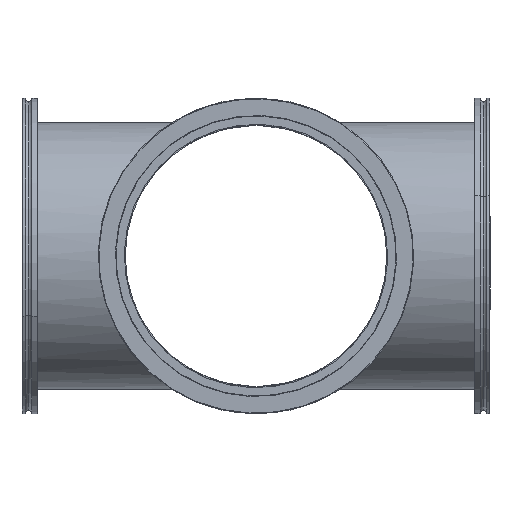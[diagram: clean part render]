
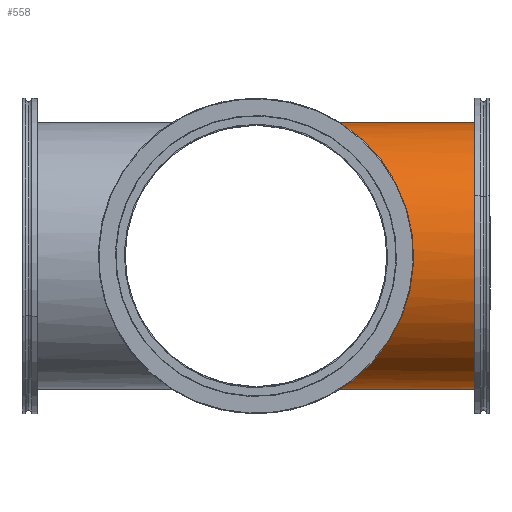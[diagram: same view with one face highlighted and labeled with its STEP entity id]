
A CAD part, front view. The second image highlights one B-rep face of the part: STEP entity #558.
In plain terms, the highlighted cylindrical face has radius 101.5 mm (diameter 203 mm), a partial arc.
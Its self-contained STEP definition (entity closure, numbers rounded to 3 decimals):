
#77 = CARTESIAN_POINT ( 'NONE',  ( -171.5, 0., 101.5 ) ) ;
#84 = DIRECTION ( 'NONE',  ( 1., 0., 0. ) ) ;
#140 = VERTEX_POINT ( 'NONE', #327 ) ;
#150 = AXIS2_PLACEMENT_3D ( 'NONE', #1237, #379, #874 ) ;
#231 = EDGE_CURVE ( 'NONE', #140, #1549, #347, .T. ) ;
#233 = CARTESIAN_POINT ( 'NONE',  ( 171.5, 0., -101.5 ) ) ;
#247 = CARTESIAN_POINT ( 'NONE',  ( 0., 0., -101.5 ) ) ;
#283 = EDGE_CURVE ( 'NONE', #1549, #583, #658, .T. ) ;
#314 = ORIENTED_EDGE ( 'NONE', *, *, #283, .T. ) ;
#327 = CARTESIAN_POINT ( 'NONE',  ( 0., 0., 101.5 ) ) ;
#342 = ORIENTED_EDGE ( 'NONE', *, *, #1163, .F. ) ;
#347 =( BOUNDED_CURVE ( )  B_SPLINE_CURVE ( 3, ( #1447, #1331, #1089, #247 ),
 .UNSPECIFIED., .F., .T. ) 
 B_SPLINE_CURVE_WITH_KNOTS ( ( 4, 4 ),
 ( 4.712, 7.854 ),
 .UNSPECIFIED. ) 
 CURVE ( )  GEOMETRIC_REPRESENTATION_ITEM ( )  RATIONAL_B_SPLINE_CURVE ( ( 1., 0.333, 0.333, 1. ) ) 
 REPRESENTATION_ITEM ( '' )  );
#375 = CARTESIAN_POINT ( 'NONE',  ( 171.5, 0., 101.5 ) ) ;
#379 = DIRECTION ( 'NONE',  ( 1., 0., 0. ) ) ;
#446 = CYLINDRICAL_SURFACE ( 'NONE', #490, 101.5 ) ;
#490 = AXIS2_PLACEMENT_3D ( 'NONE', #809, #84, #604 ) ;
#530 = EDGE_CURVE ( 'NONE', #718, #583, #687, .T. ) ;
#558 = ADVANCED_FACE ( 'NONE', ( #965 ), #446, .T. ) ;
#580 = CARTESIAN_POINT ( 'NONE',  ( 0., 0., -101.5 ) ) ;
#583 = VERTEX_POINT ( 'NONE', #233 ) ;
#604 = DIRECTION ( 'NONE',  ( 0., 0., -1. ) ) ;
#606 = CARTESIAN_POINT ( 'NONE',  ( -171.5, 0., -101.5 ) ) ;
#621 = EDGE_LOOP ( 'NONE', ( #342, #918, #314, #793 ) ) ;
#627 = VECTOR ( 'NONE', #1017, 1000. ) ;
#658 = LINE ( 'NONE', #606, #1550 ) ;
#687 = CIRCLE ( 'NONE', #150, 101.5 ) ;
#718 = VERTEX_POINT ( 'NONE', #375 ) ;
#793 = ORIENTED_EDGE ( 'NONE', *, *, #530, .F. ) ;
#809 = CARTESIAN_POINT ( 'NONE',  ( -171.5, 0., 0. ) ) ;
#874 = DIRECTION ( 'NONE',  ( 0., 0., -1. ) ) ;
#905 = LINE ( 'NONE', #77, #627 ) ;
#918 = ORIENTED_EDGE ( 'NONE', *, *, #231, .T. ) ;
#963 = DIRECTION ( 'NONE',  ( 1., 0., 0. ) ) ;
#965 = FACE_OUTER_BOUND ( 'NONE', #621, .T. ) ;
#1017 = DIRECTION ( 'NONE',  ( 1., 0., 0. ) ) ;
#1089 = CARTESIAN_POINT ( 'NONE',  ( 203., -203., -101.5 ) ) ;
#1163 = EDGE_CURVE ( 'NONE', #140, #718, #905, .T. ) ;
#1237 = CARTESIAN_POINT ( 'NONE',  ( 171.5, 0., 0. ) ) ;
#1331 = CARTESIAN_POINT ( 'NONE',  ( 203., -203., 101.5 ) ) ;
#1447 = CARTESIAN_POINT ( 'NONE',  ( 0., 0., 101.5 ) ) ;
#1549 = VERTEX_POINT ( 'NONE', #580 ) ;
#1550 = VECTOR ( 'NONE', #963, 1000. ) ;
